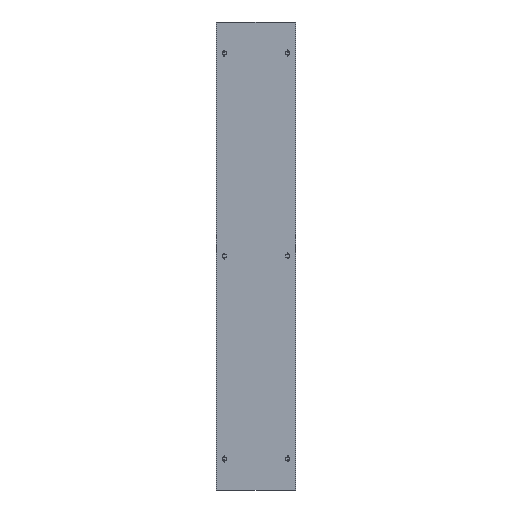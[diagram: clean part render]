
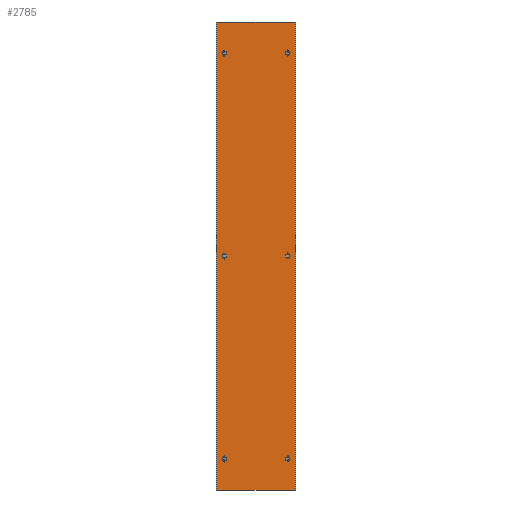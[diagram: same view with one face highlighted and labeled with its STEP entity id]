
A CAD part, front view. The second image highlights one B-rep face of the part: STEP entity #2785.
In plain terms, the highlighted planar face has unit normal (0, -1, 0).
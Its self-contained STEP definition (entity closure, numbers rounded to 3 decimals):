
#30 = ORIENTED_EDGE ( 'NONE', *, *, #2503, .F. ) ;
#52 = CIRCLE ( 'NONE', #2686, 8.25 ) ;
#111 = ORIENTED_EDGE ( 'NONE', *, *, #2571, .F. ) ;
#112 = EDGE_CURVE ( 'NONE', #1558, #523, #763, .T. ) ;
#122 = EDGE_LOOP ( 'NONE', ( #2513, #653 ) ) ;
#138 = CARTESIAN_POINT ( 'NONE',  ( -251.5, -1.25, 0. ) ) ;
#144 = EDGE_CURVE ( 'NONE', #2237, #876, #1539, .T. ) ;
#167 = CARTESIAN_POINT ( 'NONE',  ( 251.5, -1.25, 3000. ) ) ;
#203 = VERTEX_POINT ( 'NONE', #1026 ) ;
#233 = CARTESIAN_POINT ( 'NONE',  ( -254.25, -1.25, 3000. ) ) ;
#258 = DIRECTION ( 'NONE',  ( 0., -1., 0. ) ) ;
#261 = VERTEX_POINT ( 'NONE', #1998 ) ;
#286 = CIRCLE ( 'NONE', #1621, 8.25 ) ;
#295 = VERTEX_POINT ( 'NONE', #856 ) ;
#318 = CARTESIAN_POINT ( 'NONE',  ( -195., -1.25, 2800. ) ) ;
#335 = AXIS2_PLACEMENT_3D ( 'NONE', #793, #764, #2351 ) ;
#345 = CIRCLE ( 'NONE', #983, 8.25 ) ;
#406 = DIRECTION ( 'NONE',  ( 1., 0., 0. ) ) ;
#415 = VECTOR ( 'NONE', #2641, 1000. ) ;
#457 = EDGE_CURVE ( 'NONE', #295, #1838, #345, .T. ) ;
#489 = CARTESIAN_POINT ( 'NONE',  ( 186.75, -1.25, 1500. ) ) ;
#496 = DIRECTION ( 'NONE',  ( 0., -1., 0. ) ) ;
#523 = VERTEX_POINT ( 'NONE', #2473 ) ;
#535 = FACE_BOUND ( 'NONE', #2161, .T. ) ;
#544 = DIRECTION ( 'NONE',  ( 0., -1., 0. ) ) ;
#566 = CARTESIAN_POINT ( 'NONE',  ( -254.25, -1.25, 0. ) ) ;
#583 = DIRECTION ( 'NONE',  ( 0., -1., 0. ) ) ;
#598 = EDGE_LOOP ( 'NONE', ( #857, #891 ) ) ;
#649 = VERTEX_POINT ( 'NONE', #945 ) ;
#653 = ORIENTED_EDGE ( 'NONE', *, *, #841, .F. ) ;
#672 = DIRECTION ( 'NONE',  ( 0., 1., 0. ) ) ;
#694 = DIRECTION ( 'NONE',  ( 1., 0., 0. ) ) ;
#697 = DIRECTION ( 'NONE',  ( 1., 0., 0. ) ) ;
#698 = EDGE_CURVE ( 'NONE', #1838, #295, #730, .T. ) ;
#704 = AXIS2_PLACEMENT_3D ( 'NONE', #318, #544, #1207 ) ;
#730 = CIRCLE ( 'NONE', #704, 8.25 ) ;
#763 = CIRCLE ( 'NONE', #2109, 8.25 ) ;
#764 = DIRECTION ( 'NONE',  ( 0., -1., 0. ) ) ;
#793 = CARTESIAN_POINT ( 'NONE',  ( 195., -1.25, 2800. ) ) ;
#799 = DIRECTION ( 'NONE',  ( 1., 0., 0. ) ) ;
#803 = AXIS2_PLACEMENT_3D ( 'NONE', #2025, #2723, #697 ) ;
#806 = EDGE_CURVE ( 'NONE', #1777, #2253, #2715, .T. ) ;
#809 = VERTEX_POINT ( 'NONE', #818 ) ;
#818 = CARTESIAN_POINT ( 'NONE',  ( -186.75, -1.25, 200. ) ) ;
#841 = EDGE_CURVE ( 'NONE', #523, #1558, #1216, .T. ) ;
#856 = CARTESIAN_POINT ( 'NONE',  ( -186.75, -1.25, 2800. ) ) ;
#857 = ORIENTED_EDGE ( 'NONE', *, *, #457, .F. ) ;
#860 = AXIS2_PLACEMENT_3D ( 'NONE', #1892, #2573, #1004 ) ;
#862 = DIRECTION ( 'NONE',  ( 0., 0., -1. ) ) ;
#876 = VERTEX_POINT ( 'NONE', #2635 ) ;
#891 = ORIENTED_EDGE ( 'NONE', *, *, #698, .F. ) ;
#945 = CARTESIAN_POINT ( 'NONE',  ( 203.25, -1.25, 1500. ) ) ;
#955 = VECTOR ( 'NONE', #1709, 1000. ) ;
#983 = AXIS2_PLACEMENT_3D ( 'NONE', #1781, #1125, #694 ) ;
#1004 = DIRECTION ( 'NONE',  ( 1., 0., 0. ) ) ;
#1019 = FACE_BOUND ( 'NONE', #2316, .T. ) ;
#1026 = CARTESIAN_POINT ( 'NONE',  ( 186.75, -1.25, 2800. ) ) ;
#1027 = ORIENTED_EDGE ( 'NONE', *, *, #1275, .F. ) ;
#1036 = EDGE_LOOP ( 'NONE', ( #1027, #30 ) ) ;
#1044 = CARTESIAN_POINT ( 'NONE',  ( 186.75, -1.25, 200. ) ) ;
#1047 = DIRECTION ( 'NONE',  ( 0., -1., 0. ) ) ;
#1051 = CARTESIAN_POINT ( 'NONE',  ( -195., -1.25, 1500. ) ) ;
#1079 = CARTESIAN_POINT ( 'NONE',  ( 195., -1.25, 2800. ) ) ;
#1097 = EDGE_CURVE ( 'NONE', #2278, #2313, #1787, .T. ) ;
#1125 = DIRECTION ( 'NONE',  ( 0., -1., 0. ) ) ;
#1131 = FACE_BOUND ( 'NONE', #122, .T. ) ;
#1136 = PLANE ( 'NONE',  #2209 ) ;
#1138 = ORIENTED_EDGE ( 'NONE', *, *, #1097, .F. ) ;
#1169 = EDGE_CURVE ( 'NONE', #203, #261, #286, .T. ) ;
#1177 = ORIENTED_EDGE ( 'NONE', *, *, #806, .F. ) ;
#1197 = EDGE_CURVE ( 'NONE', #2313, #2278, #52, .T. ) ;
#1207 = DIRECTION ( 'NONE',  ( 1., 0., 0. ) ) ;
#1213 = EDGE_CURVE ( 'NONE', #809, #2344, #2261, .T. ) ;
#1216 = CIRCLE ( 'NONE', #1501, 8.25 ) ;
#1249 = DIRECTION ( 'NONE',  ( 0., -1., 0. ) ) ;
#1257 = AXIS2_PLACEMENT_3D ( 'NONE', #2737, #496, #1599 ) ;
#1275 = EDGE_CURVE ( 'NONE', #649, #2794, #1647, .T. ) ;
#1298 = DIRECTION ( 'NONE',  ( 0., -1., 0. ) ) ;
#1300 = EDGE_LOOP ( 'NONE', ( #1138, #1597 ) ) ;
#1318 = ORIENTED_EDGE ( 'NONE', *, *, #1491, .F. ) ;
#1324 = VECTOR ( 'NONE', #862, 1000. ) ;
#1400 = ORIENTED_EDGE ( 'NONE', *, *, #2264, .F. ) ;
#1435 = ORIENTED_EDGE ( 'NONE', *, *, #1213, .F. ) ;
#1470 = DIRECTION ( 'NONE',  ( 1., 0., 0. ) ) ;
#1484 = CARTESIAN_POINT ( 'NONE',  ( 203.25, -1.25, 200. ) ) ;
#1491 = EDGE_CURVE ( 'NONE', #261, #203, #1920, .T. ) ;
#1501 = AXIS2_PLACEMENT_3D ( 'NONE', #1930, #1047, #799 ) ;
#1539 = LINE ( 'NONE', #566, #2608 ) ;
#1558 = VERTEX_POINT ( 'NONE', #1679 ) ;
#1597 = ORIENTED_EDGE ( 'NONE', *, *, #1197, .F. ) ;
#1599 = DIRECTION ( 'NONE',  ( 1., 0., 0. ) ) ;
#1621 = AXIS2_PLACEMENT_3D ( 'NONE', #1079, #258, #406 ) ;
#1647 = CIRCLE ( 'NONE', #803, 8.25 ) ;
#1679 = CARTESIAN_POINT ( 'NONE',  ( -186.75, -1.25, 1500. ) ) ;
#1709 = DIRECTION ( 'NONE',  ( 0., 0., -1. ) ) ;
#1730 = EDGE_CURVE ( 'NONE', #1777, #2237, #2353, .T. ) ;
#1767 = AXIS2_PLACEMENT_3D ( 'NONE', #2660, #1298, #2755 ) ;
#1772 = DIRECTION ( 'NONE',  ( 1., 0., 0. ) ) ;
#1777 = VERTEX_POINT ( 'NONE', #2007 ) ;
#1781 = CARTESIAN_POINT ( 'NONE',  ( -195., -1.25, 2800. ) ) ;
#1786 = CARTESIAN_POINT ( 'NONE',  ( -203.25, -1.25, 200. ) ) ;
#1787 = CIRCLE ( 'NONE', #1257, 8.25 ) ;
#1799 = CIRCLE ( 'NONE', #2059, 8.25 ) ;
#1838 = VERTEX_POINT ( 'NONE', #2303 ) ;
#1870 = CIRCLE ( 'NONE', #860, 8.25 ) ;
#1892 = CARTESIAN_POINT ( 'NONE',  ( 195., -1.25, 1500. ) ) ;
#1920 = CIRCLE ( 'NONE', #335, 8.25 ) ;
#1930 = CARTESIAN_POINT ( 'NONE',  ( -195., -1.25, 1500. ) ) ;
#1998 = CARTESIAN_POINT ( 'NONE',  ( 203.25, -1.25, 2800. ) ) ;
#2007 = CARTESIAN_POINT ( 'NONE',  ( -251.5, -1.25, 3000. ) ) ;
#2013 = LINE ( 'NONE', #2427, #955 ) ;
#2025 = CARTESIAN_POINT ( 'NONE',  ( 195., -1.25, 1500. ) ) ;
#2059 = AXIS2_PLACEMENT_3D ( 'NONE', #2612, #1249, #1470 ) ;
#2109 = AXIS2_PLACEMENT_3D ( 'NONE', #1051, #583, #2639 ) ;
#2121 = ORIENTED_EDGE ( 'NONE', *, *, #1730, .T. ) ;
#2156 = FACE_OUTER_BOUND ( 'NONE', #2334, .T. ) ;
#2161 = EDGE_LOOP ( 'NONE', ( #1435, #111 ) ) ;
#2209 = AXIS2_PLACEMENT_3D ( 'NONE', #233, #672, #2702 ) ;
#2229 = DIRECTION ( 'NONE',  ( 0., -1., 0. ) ) ;
#2237 = VERTEX_POINT ( 'NONE', #138 ) ;
#2253 = VERTEX_POINT ( 'NONE', #167 ) ;
#2261 = CIRCLE ( 'NONE', #1767, 8.25 ) ;
#2264 = EDGE_CURVE ( 'NONE', #2253, #876, #2013, .T. ) ;
#2273 = FACE_BOUND ( 'NONE', #1300, .T. ) ;
#2278 = VERTEX_POINT ( 'NONE', #1484 ) ;
#2303 = CARTESIAN_POINT ( 'NONE',  ( -203.25, -1.25, 2800. ) ) ;
#2313 = VERTEX_POINT ( 'NONE', #1044 ) ;
#2316 = EDGE_LOOP ( 'NONE', ( #1318, #2721 ) ) ;
#2334 = EDGE_LOOP ( 'NONE', ( #2362, #1400, #1177, #2121 ) ) ;
#2344 = VERTEX_POINT ( 'NONE', #1786 ) ;
#2351 = DIRECTION ( 'NONE',  ( 1., 0., 0. ) ) ;
#2353 = LINE ( 'NONE', #2472, #1324 ) ;
#2362 = ORIENTED_EDGE ( 'NONE', *, *, #144, .T. ) ;
#2366 = CARTESIAN_POINT ( 'NONE',  ( -254.25, -1.25, 3000. ) ) ;
#2427 = CARTESIAN_POINT ( 'NONE',  ( 251.5, -1.25, 3000. ) ) ;
#2472 = CARTESIAN_POINT ( 'NONE',  ( -251.5, -1.25, 3000. ) ) ;
#2473 = CARTESIAN_POINT ( 'NONE',  ( -203.25, -1.25, 1500. ) ) ;
#2503 = EDGE_CURVE ( 'NONE', #2794, #649, #1870, .T. ) ;
#2513 = ORIENTED_EDGE ( 'NONE', *, *, #112, .F. ) ;
#2549 = FACE_BOUND ( 'NONE', #598, .T. ) ;
#2571 = EDGE_CURVE ( 'NONE', #2344, #809, #1799, .T. ) ;
#2573 = DIRECTION ( 'NONE',  ( 0., -1., 0. ) ) ;
#2608 = VECTOR ( 'NONE', #2855, 1000. ) ;
#2612 = CARTESIAN_POINT ( 'NONE',  ( -195., -1.25, 200. ) ) ;
#2635 = CARTESIAN_POINT ( 'NONE',  ( 251.5, -1.25, 0. ) ) ;
#2639 = DIRECTION ( 'NONE',  ( 1., 0., 0. ) ) ;
#2641 = DIRECTION ( 'NONE',  ( 1., 0., 0. ) ) ;
#2660 = CARTESIAN_POINT ( 'NONE',  ( -195., -1.25, 200. ) ) ;
#2686 = AXIS2_PLACEMENT_3D ( 'NONE', #2881, #2229, #1772 ) ;
#2702 = DIRECTION ( 'NONE',  ( -1., 0., 0. ) ) ;
#2715 = LINE ( 'NONE', #2366, #415 ) ;
#2721 = ORIENTED_EDGE ( 'NONE', *, *, #1169, .F. ) ;
#2723 = DIRECTION ( 'NONE',  ( 0., -1., 0. ) ) ;
#2737 = CARTESIAN_POINT ( 'NONE',  ( 195., -1.25, 200. ) ) ;
#2755 = DIRECTION ( 'NONE',  ( 1., 0., 0. ) ) ;
#2761 = FACE_BOUND ( 'NONE', #1036, .T. ) ;
#2785 = ADVANCED_FACE ( 'NONE', ( #2761, #1131, #535, #2273, #2156, #2549, #1019 ), #1136, .F. ) ;
#2794 = VERTEX_POINT ( 'NONE', #489 ) ;
#2855 = DIRECTION ( 'NONE',  ( 1., 0., 0. ) ) ;
#2881 = CARTESIAN_POINT ( 'NONE',  ( 195., -1.25, 200. ) ) ;
